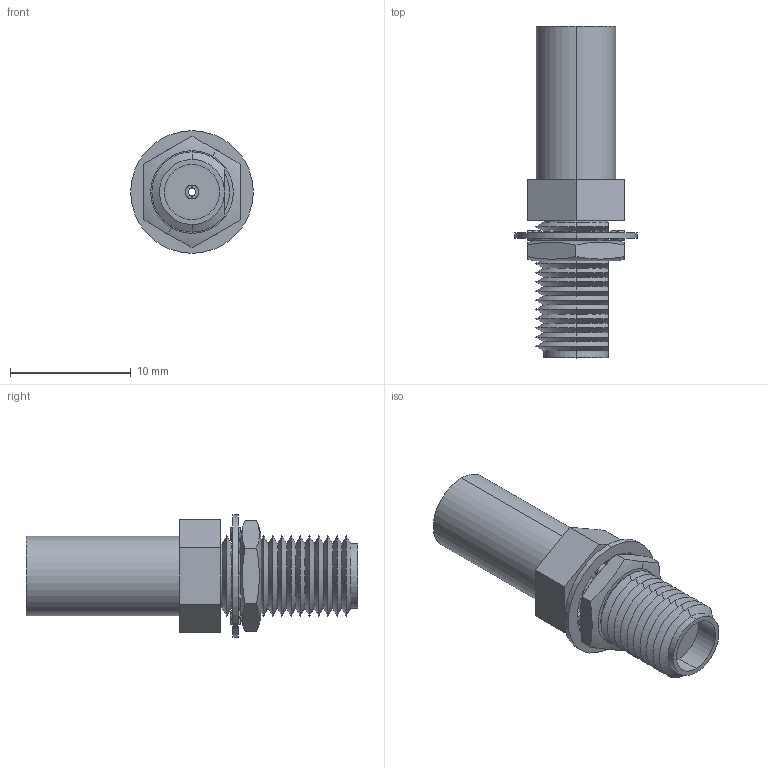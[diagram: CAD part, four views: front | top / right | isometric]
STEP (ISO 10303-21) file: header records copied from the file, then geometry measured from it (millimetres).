
FILE_DESCRIPTION (( 'STEP AP203' ), '1' );
FILE_NAME ('ASF-3700.STEP', '2011-05-31T14:24:44', ( 'x' ), ( 'Microsoft' ), 'SwSTEP 2.0', 'SolidWorks 2010', '' );
FILE_SCHEMA (( 'CONFIG_CONTROL_DESIGN' ));
Length unit declared in the file: inch
Products named in the file (6): ASF-3700-MA4; ASF-3700; ASF-3700-MA5_with contours; ASF-3700-MA3; ASF-3700-MA1; ASF-3700-MA7
Assembly tree (5 placements, depth 2):
  ASF-3700
    ASF-3700-MA4
    ASF-3700-MA1
    ASF-3700-MA3
    ASF-3700-MA5_with contours
    ASF-3700-MA7
Bounding box: 10.16 x 27.51 x 10.16 mm (x, y, z)
Volume: 685.8 mm3; surface area: 1617.6 mm2
Topology: 5 solids, 5 shells, 332 faces, 852 edges, 533 vertices
Faces by surface type: plane 156, cone 88, cylinder 84, torus 4
Entity records: 11012 total; most frequent: CARTESIAN_POINT 2348, ORIENTED_EDGE 1704, DIRECTION 1665, EDGE_CURVE 852, AXIS2_PLACEMENT_3D 577, VERTEX_POINT 533, VECTOR 511, LINE 511
